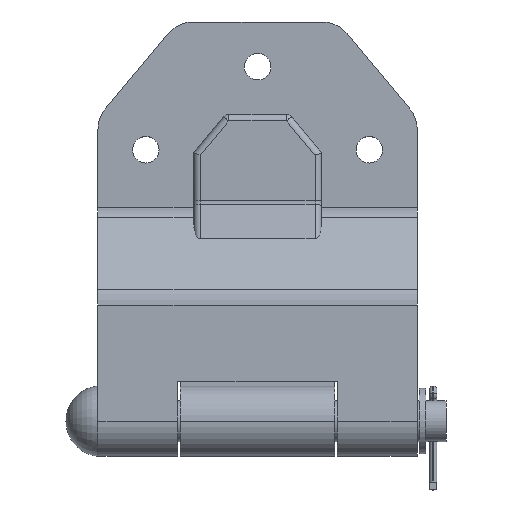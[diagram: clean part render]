
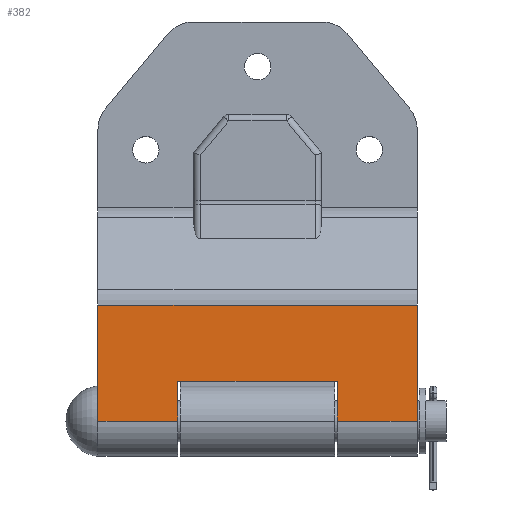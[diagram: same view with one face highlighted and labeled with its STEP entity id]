
A CAD part, top view. The second image highlights one B-rep face of the part: STEP entity #382.
In plain terms, the highlighted planar face has unit normal (0, 0, 1).
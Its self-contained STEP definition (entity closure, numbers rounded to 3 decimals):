
#134 = VERTEX_POINT ( 'NONE', #1429 ) ;
#332 = EDGE_CURVE ( 'NONE', #372, #4423, #1834, .T. ) ;
#333 = ORIENTED_EDGE ( 'NONE', *, *, #334, .F. ) ;
#334 = EDGE_CURVE ( 'NONE', #335, #372, #1830, .T. ) ;
#335 = VERTEX_POINT ( 'NONE', #1826 ) ;
#339 = ORIENTED_EDGE ( 'NONE', *, *, #4516, .F. ) ;
#341 = EDGE_CURVE ( 'NONE', #134, #4470, #1820, .T. ) ;
#348 = ORIENTED_EDGE ( 'NONE', *, *, #439, .F. ) ;
#371 = ORIENTED_EDGE ( 'NONE', *, *, #332, .F. ) ;
#372 = VERTEX_POINT ( 'NONE', #1887 ) ;
#382 = ADVANCED_FACE ( 'NONE', ( #1872 ), #1871, .F. ) ;
#383 = EDGE_LOOP ( 'NONE', ( #384, #371, #333, #348, #440, #339, #396, #397 ) ) ;
#384 = ORIENTED_EDGE ( 'NONE', *, *, #4419, .F. ) ;
#396 = ORIENTED_EDGE ( 'NONE', *, *, #341, .T. ) ;
#397 = ORIENTED_EDGE ( 'NONE', *, *, #4469, .T. ) ;
#439 = EDGE_CURVE ( 'NONE', #4502, #335, #1977, .T. ) ;
#440 = ORIENTED_EDGE ( 'NONE', *, *, #4499, .F. ) ;
#1429 = CARTESIAN_POINT ( 'NONE',  ( 50., 36.34, 11. ) ) ;
#1744 = VERTEX_POINT ( 'NONE', #3355 ) ;
#1817 = DIRECTION ( 'NONE',  ( -1., 0., 0. ) ) ;
#1818 = VECTOR ( 'NONE', #1817, 1000. ) ;
#1819 = CARTESIAN_POINT ( 'NONE',  ( 50., 36.34, 11. ) ) ;
#1820 = LINE ( 'NONE', #1819, #1818 ) ;
#1826 = CARTESIAN_POINT ( 'NONE',  ( 25., 12.5, 11. ) ) ;
#1827 = DIRECTION ( 'NONE',  ( -1., 0., 0. ) ) ;
#1828 = VECTOR ( 'NONE', #1827, 1000. ) ;
#1829 = CARTESIAN_POINT ( 'NONE',  ( -25., 12.5, 11. ) ) ;
#1830 = LINE ( 'NONE', #1829, #1828 ) ;
#1831 = DIRECTION ( 'NONE',  ( 0., -1., 0. ) ) ;
#1832 = VECTOR ( 'NONE', #1831, 1000. ) ;
#1833 = CARTESIAN_POINT ( 'NONE',  ( -25., 12.5, 11. ) ) ;
#1834 = LINE ( 'NONE', #1833, #1832 ) ;
#1867 = DIRECTION ( 'NONE',  ( -1., 0., 0. ) ) ;
#1868 = DIRECTION ( 'NONE',  ( 0., 0., -1. ) ) ;
#1869 = CARTESIAN_POINT ( 'NONE',  ( 50., 36.34, 11. ) ) ;
#1870 = AXIS2_PLACEMENT_3D ( 'NONE', #1869, #1868, #1867 ) ;
#1871 = PLANE ( 'NONE',  #1870 ) ;
#1872 = FACE_OUTER_BOUND ( 'NONE', #383, .T. ) ;
#1887 = CARTESIAN_POINT ( 'NONE',  ( -25., 12.5, 11. ) ) ;
#1974 = DIRECTION ( 'NONE',  ( 0., 1., 0. ) ) ;
#1975 = VECTOR ( 'NONE', #1974, 1000. ) ;
#1976 = CARTESIAN_POINT ( 'NONE',  ( 25., 12.5, 11. ) ) ;
#1977 = LINE ( 'NONE', #1976, #1975 ) ;
#3355 = CARTESIAN_POINT ( 'NONE',  ( 50., 0., 11. ) ) ;
#3565 = CARTESIAN_POINT ( 'NONE',  ( -50., 0., 11. ) ) ;
#3573 = CARTESIAN_POINT ( 'NONE',  ( -25., 0., 11. ) ) ;
#3587 = DIRECTION ( 'NONE',  ( -1., 0., 0. ) ) ;
#3588 = VECTOR ( 'NONE', #3587, 1000. ) ;
#3589 = CARTESIAN_POINT ( 'NONE',  ( 50., 0., 11. ) ) ;
#3590 = LINE ( 'NONE', #3589, #3588 ) ;
#3681 = CARTESIAN_POINT ( 'NONE',  ( -50., 36.34, 11. ) ) ;
#3682 = DIRECTION ( 'NONE',  ( 0., -1., 0. ) ) ;
#3683 = VECTOR ( 'NONE', #3682, 1000. ) ;
#3684 = CARTESIAN_POINT ( 'NONE',  ( -50., 36.34, 11. ) ) ;
#3685 = LINE ( 'NONE', #3684, #3683 ) ;
#3701 = DIRECTION ( 'NONE',  ( -1., 0., 0. ) ) ;
#3702 = VECTOR ( 'NONE', #3701, 1000. ) ;
#3703 = CARTESIAN_POINT ( 'NONE',  ( 50., 0., 11. ) ) ;
#3704 = LINE ( 'NONE', #3703, #3702 ) ;
#3727 = DIRECTION ( 'NONE',  ( 0., -1., 0. ) ) ;
#3728 = VECTOR ( 'NONE', #3727, 1000. ) ;
#3729 = CARTESIAN_POINT ( 'NONE',  ( 50., 36.34, 11. ) ) ;
#3730 = LINE ( 'NONE', #3729, #3728 ) ;
#3757 = CARTESIAN_POINT ( 'NONE',  ( 25., 0., 11. ) ) ;
#4399 = VERTEX_POINT ( 'NONE', #3565 ) ;
#4419 = EDGE_CURVE ( 'NONE', #4423, #4399, #3590, .T. ) ;
#4423 = VERTEX_POINT ( 'NONE', #3573 ) ;
#4469 = EDGE_CURVE ( 'NONE', #4470, #4399, #3685, .T. ) ;
#4470 = VERTEX_POINT ( 'NONE', #3681 ) ;
#4499 = EDGE_CURVE ( 'NONE', #1744, #4502, #3704, .T. ) ;
#4502 = VERTEX_POINT ( 'NONE', #3757 ) ;
#4516 = EDGE_CURVE ( 'NONE', #134, #1744, #3730, .T. ) ;
